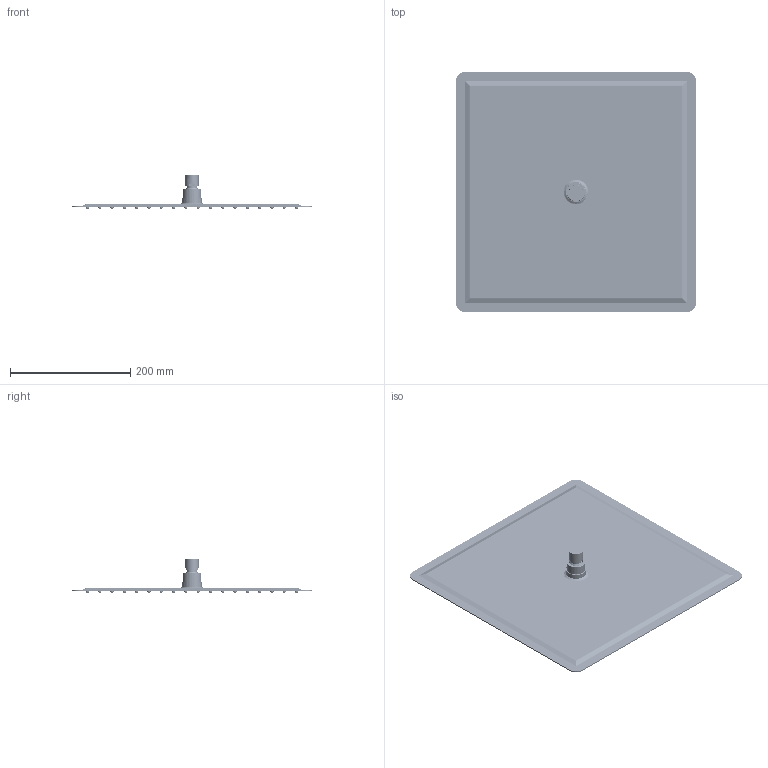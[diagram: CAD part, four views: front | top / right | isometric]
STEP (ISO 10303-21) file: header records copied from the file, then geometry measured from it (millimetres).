
FILE_DESCRIPTION(/* description */ (''),/* implementation_level */ '2;1');
FILE_NAME(/* name */ '3D_TVC000402400_Universal Beschriftung im Kopf muss raus.step',/* time_stamp */ '2023-02-22T11:28:20+01:00',/* author */ (''),/* organization */ (''),/* preprocessor_version */ 'ST-DEVELOPER v19.2',/* originating_system */ 'Autodesk Translation Framework v11.17.0.187',/* authorisation */ '');
FILE_SCHEMA (('AUTOMOTIVE_DESIGN { 1 0 10303 214 3 1 1 }'));
Products named in the file (8): (Nicht gespeichert); MSBC0096-XQ_ASM; STCT0050-XQ; STTR0015-XX; STCT0119-XQ; STLB0038-P1; STMB0299-P1; STST0041-XX
Assembly tree (7 placements, depth 3):
  (Nicht gespeichert)
    MSBC0096-XQ_ASM
      STCT0050-XQ
      STTR0015-XX
      STCT0119-XQ
    STLB0038-P1
    STMB0299-P1
    STST0041-XX
Bounding box: 400 x 400 x 55 mm (x, y, z)
Volume: 336360.9 mm3; surface area: 686181.1 mm2
Topology: 5 solids, 329 shells, 4020 faces, 8722 edges, 5692 vertices
Faces by surface type: cylinder 1019, plane 1018, torus 979, cone 979, bspline 16, sphere 9
Full cylindrical faces by diameter (mm): 1.2 x324, 3.3 x1, 4 x326, 4.1 x324, 18 x1, 22.9 x1, 23.2 x1, 26.7 x1, 27 x1, 29.5 x1, 31 x1, 33.5 x1
Entity records: 118551 total; most frequent: DIRECTION 23302, CARTESIAN_POINT 22105, ORIENTED_EDGE 16794, AXIS2_PLACEMENT_3D 10615, EDGE_CURVE 8721, CIRCLE 6596, VERTEX_POINT 5692, EDGE_LOOP 5655
